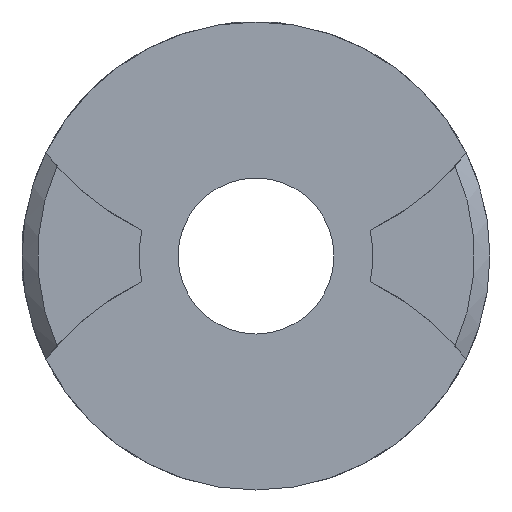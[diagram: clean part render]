
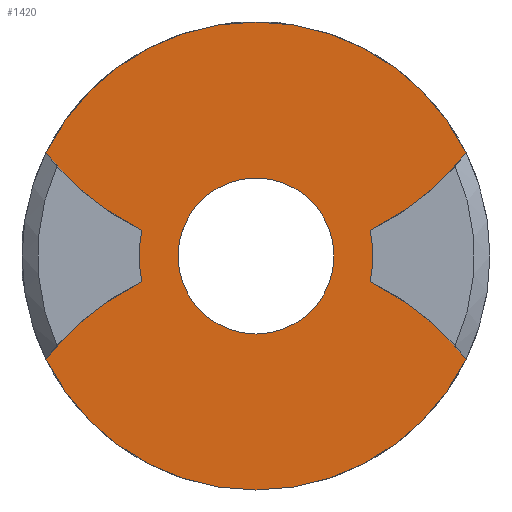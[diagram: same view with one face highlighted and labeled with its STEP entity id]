
A CAD part, left-side view. The second image highlights one B-rep face of the part: STEP entity #1420.
In plain terms, the highlighted planar face has unit normal (-1, 0, 0).
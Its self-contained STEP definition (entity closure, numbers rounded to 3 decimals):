
#76 = DIRECTION ( 'NONE',  ( 0., 0., 1. ) ) ;
#106 = CARTESIAN_POINT ( 'NONE',  ( -11., 0., 0. ) ) ;
#125 = AXIS2_PLACEMENT_3D ( 'NONE', #650, #922, #1628 ) ;
#132 = AXIS2_PLACEMENT_3D ( 'NONE', #388, #1084, #134 ) ;
#134 = DIRECTION ( 'NONE',  ( 0., 0.791, 0.612 ) ) ;
#170 = VERTEX_POINT ( 'NONE', #1997 ) ;
#179 = VERTEX_POINT ( 'NONE', #3111 ) ;
#183 = CARTESIAN_POINT ( 'NONE',  ( -11., 7.316, -1.652 ) ) ;
#185 = VERTEX_POINT ( 'NONE', #1626 ) ;
#232 = DIRECTION ( 'NONE',  ( 1., 0., 0. ) ) ;
#375 = ORIENTED_EDGE ( 'NONE', *, *, #2417, .T. ) ;
#384 = ORIENTED_EDGE ( 'NONE', *, *, #2432, .F. ) ;
#388 = CARTESIAN_POINT ( 'NONE',  ( -11., 0., -17.02 ) ) ;
#410 = ORIENTED_EDGE ( 'NONE', *, *, #1265, .F. ) ;
#439 = ORIENTED_EDGE ( 'NONE', *, *, #1194, .F. ) ;
#445 = AXIS2_PLACEMENT_3D ( 'NONE', #1086, #2027, #2469 ) ;
#498 = EDGE_CURVE ( 'NONE', #179, #170, #597, .T. ) ;
#519 = AXIS2_PLACEMENT_3D ( 'NONE', #2414, #232, #674 ) ;
#536 = CIRCLE ( 'NONE', #2737, 5. ) ;
#554 = DIRECTION ( 'NONE',  ( 1., 0., 0. ) ) ;
#597 = CIRCLE ( 'NONE', #445, 17.02 ) ;
#604 = VERTEX_POINT ( 'NONE', #1846 ) ;
#612 = VERTEX_POINT ( 'NONE', #2069 ) ;
#650 = CARTESIAN_POINT ( 'NONE',  ( -11., 0., 0. ) ) ;
#651 = CARTESIAN_POINT ( 'NONE',  ( -11., 0., -5. ) ) ;
#674 = DIRECTION ( 'NONE',  ( 0., 0., 1. ) ) ;
#688 = CIRCLE ( 'NONE', #991, 17.02 ) ;
#708 = DIRECTION ( 'NONE',  ( 0., 0., 1. ) ) ;
#855 = ORIENTED_EDGE ( 'NONE', *, *, #1164, .F. ) ;
#863 = ORIENTED_EDGE ( 'NONE', *, *, #498, .F. ) ;
#867 = ORIENTED_EDGE ( 'NONE', *, *, #1077, .F. ) ;
#875 = PLANE ( 'NONE',  #2898 ) ;
#889 = DIRECTION ( 'NONE',  ( 0., 1., 0. ) ) ;
#899 = CARTESIAN_POINT ( 'NONE',  ( -11., 0., 0. ) ) ;
#922 = DIRECTION ( 'NONE',  ( 1., 0., 0. ) ) ;
#929 = AXIS2_PLACEMENT_3D ( 'NONE', #2673, #2908, #708 ) ;
#991 = AXIS2_PLACEMENT_3D ( 'NONE', #1510, #1870, #3127 ) ;
#1050 = CIRCLE ( 'NONE', #1354, 17.02 ) ;
#1075 = CARTESIAN_POINT ( 'NONE',  ( -11., 0., 0. ) ) ;
#1077 = EDGE_CURVE ( 'NONE', #2890, #612, #1208, .T. ) ;
#1083 = DIRECTION ( 'NONE',  ( 0., 0.975, -0.22 ) ) ;
#1084 = DIRECTION ( 'NONE',  ( 1., 0., 0. ) ) ;
#1086 = CARTESIAN_POINT ( 'NONE',  ( -11., 0., 17.02 ) ) ;
#1090 = EDGE_LOOP ( 'NONE', ( #1991, #375 ) ) ;
#1116 = EDGE_CURVE ( 'NONE', #2497, #1559, #2828, .T. ) ;
#1124 = DIRECTION ( 'NONE',  ( 1., 0., 0. ) ) ;
#1164 = EDGE_CURVE ( 'NONE', #604, #179, #1188, .T. ) ;
#1188 = CIRCLE ( 'NONE', #519, 15. ) ;
#1194 = EDGE_CURVE ( 'NONE', #170, #2475, #1745, .T. ) ;
#1208 = CIRCLE ( 'NONE', #3005, 7.5 ) ;
#1211 = EDGE_CURVE ( 'NONE', #1838, #1630, #1596, .T. ) ;
#1265 = EDGE_CURVE ( 'NONE', #185, #604, #3141, .T. ) ;
#1278 = DIRECTION ( 'NONE',  ( 1., 0., 0. ) ) ;
#1354 = AXIS2_PLACEMENT_3D ( 'NONE', #2163, #1124, #2679 ) ;
#1359 = EDGE_CURVE ( 'NONE', #612, #185, #688, .T. ) ;
#1417 = DIRECTION ( 'NONE',  ( -1., 0., 0. ) ) ;
#1420 = ADVANCED_FACE ( 'NONE', ( #2124, #2152 ), #875, .T. ) ;
#1430 = EDGE_CURVE ( 'NONE', #1630, #1843, #2214, .T. ) ;
#1455 = CIRCLE ( 'NONE', #132, 17.02 ) ;
#1510 = CARTESIAN_POINT ( 'NONE',  ( -11., 0., 17.02 ) ) ;
#1529 = CARTESIAN_POINT ( 'NONE',  ( -11., 0., 0. ) ) ;
#1559 = VERTEX_POINT ( 'NONE', #2946 ) ;
#1583 = DIRECTION ( 'NONE',  ( 0., 0., 1. ) ) ;
#1596 = CIRCLE ( 'NONE', #1903, 15. ) ;
#1597 = CARTESIAN_POINT ( 'NONE',  ( -11., -13.465, 15. ) ) ;
#1626 = CARTESIAN_POINT ( 'NONE',  ( -11., 13.465, 6.61 ) ) ;
#1628 = DIRECTION ( 'NONE',  ( 0., 0., -1. ) ) ;
#1630 = VERTEX_POINT ( 'NONE', #2424 ) ;
#1638 = DIRECTION ( 'NONE',  ( 1., 0., 0. ) ) ;
#1742 = CARTESIAN_POINT ( 'NONE',  ( -11., 13.465, -6.61 ) ) ;
#1745 = CIRCLE ( 'NONE', #2720, 7.5 ) ;
#1804 = DIRECTION ( 'NONE',  ( 0., -0.975, 0.22 ) ) ;
#1838 = VERTEX_POINT ( 'NONE', #2448 ) ;
#1843 = VERTEX_POINT ( 'NONE', #1742 ) ;
#1846 = CARTESIAN_POINT ( 'NONE',  ( -11., 0., 15. ) ) ;
#1870 = DIRECTION ( 'NONE',  ( 1., 0., 0. ) ) ;
#1903 = AXIS2_PLACEMENT_3D ( 'NONE', #1529, #2016, #3002 ) ;
#1991 = ORIENTED_EDGE ( 'NONE', *, *, #1116, .T. ) ;
#1997 = CARTESIAN_POINT ( 'NONE',  ( -11., -7.316, 1.652 ) ) ;
#2016 = DIRECTION ( 'NONE',  ( 1., 0., 0. ) ) ;
#2027 = DIRECTION ( 'NONE',  ( 1., 0., 0. ) ) ;
#2046 = DIRECTION ( 'NONE',  ( 1., 0., 0. ) ) ;
#2069 = CARTESIAN_POINT ( 'NONE',  ( -11., 7.316, 1.652 ) ) ;
#2124 = FACE_OUTER_BOUND ( 'NONE', #2763, .T. ) ;
#2152 = FACE_BOUND ( 'NONE', #1090, .T. ) ;
#2153 = AXIS2_PLACEMENT_3D ( 'NONE', #1075, #1278, #76 ) ;
#2163 = CARTESIAN_POINT ( 'NONE',  ( -11., 0., -17.02 ) ) ;
#2214 = CIRCLE ( 'NONE', #125, 15. ) ;
#2264 = CARTESIAN_POINT ( 'NONE',  ( -11., 0., 0. ) ) ;
#2275 = ORIENTED_EDGE ( 'NONE', *, *, #1211, .F. ) ;
#2363 = ORIENTED_EDGE ( 'NONE', *, *, #1359, .F. ) ;
#2414 = CARTESIAN_POINT ( 'NONE',  ( -11., 0., 0. ) ) ;
#2417 = EDGE_CURVE ( 'NONE', #1559, #2497, #536, .T. ) ;
#2424 = CARTESIAN_POINT ( 'NONE',  ( -11., 0., -15. ) ) ;
#2432 = EDGE_CURVE ( 'NONE', #2475, #1838, #1050, .T. ) ;
#2448 = CARTESIAN_POINT ( 'NONE',  ( -11., -13.465, -6.61 ) ) ;
#2469 = DIRECTION ( 'NONE',  ( 0., -0.791, -0.612 ) ) ;
#2475 = VERTEX_POINT ( 'NONE', #2836 ) ;
#2497 = VERTEX_POINT ( 'NONE', #651 ) ;
#2511 = ORIENTED_EDGE ( 'NONE', *, *, #1430, .F. ) ;
#2673 = CARTESIAN_POINT ( 'NONE',  ( -11., 0., 0. ) ) ;
#2679 = DIRECTION ( 'NONE',  ( 0., -0.43, 0.903 ) ) ;
#2720 = AXIS2_PLACEMENT_3D ( 'NONE', #106, #554, #1804 ) ;
#2737 = AXIS2_PLACEMENT_3D ( 'NONE', #2264, #2046, #1583 ) ;
#2763 = EDGE_LOOP ( 'NONE', ( #2363, #867, #2842, #2511, #2275, #384, #439, #863, #855, #410 ) ) ;
#2766 = EDGE_CURVE ( 'NONE', #1843, #2890, #1455, .T. ) ;
#2828 = CIRCLE ( 'NONE', #929, 5. ) ;
#2836 = CARTESIAN_POINT ( 'NONE',  ( -11., -7.316, -1.653 ) ) ;
#2842 = ORIENTED_EDGE ( 'NONE', *, *, #2766, .F. ) ;
#2890 = VERTEX_POINT ( 'NONE', #183 ) ;
#2898 = AXIS2_PLACEMENT_3D ( 'NONE', #1597, #1417, #889 ) ;
#2908 = DIRECTION ( 'NONE',  ( 1., 0., 0. ) ) ;
#2946 = CARTESIAN_POINT ( 'NONE',  ( -11., 0., 5. ) ) ;
#3002 = DIRECTION ( 'NONE',  ( 0., 0., -1. ) ) ;
#3005 = AXIS2_PLACEMENT_3D ( 'NONE', #899, #1638, #1083 ) ;
#3111 = CARTESIAN_POINT ( 'NONE',  ( -11., -13.465, 6.61 ) ) ;
#3127 = DIRECTION ( 'NONE',  ( 0., 0.43, -0.903 ) ) ;
#3141 = CIRCLE ( 'NONE', #2153, 15. ) ;
